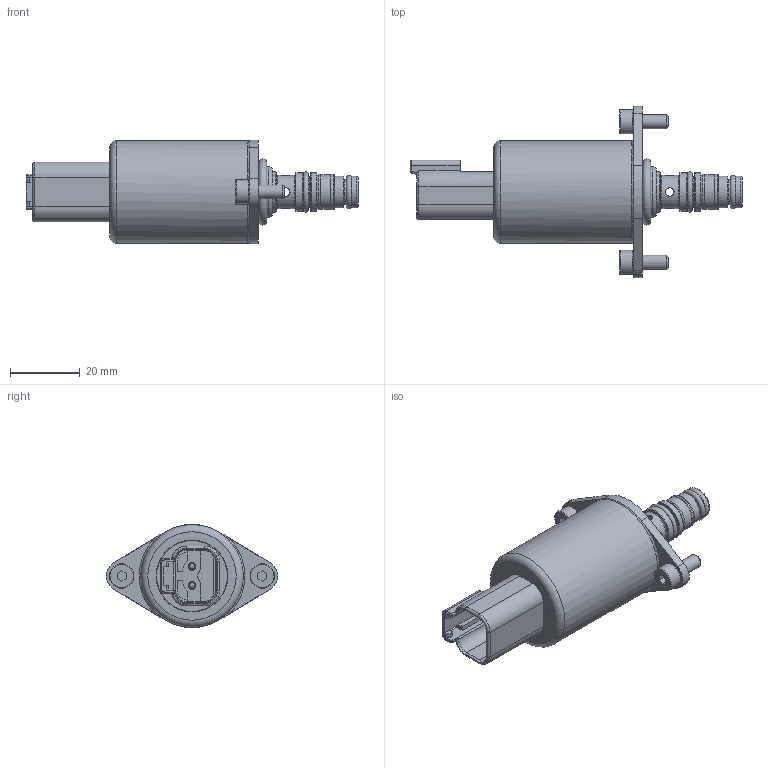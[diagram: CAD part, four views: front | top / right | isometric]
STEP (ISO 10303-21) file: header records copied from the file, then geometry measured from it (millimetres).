
FILE_DESCRIPTION(/* description */ ('Unknown'),/* implementation_level */ '2;1');
FILE_NAME(/* name */ '1441645_AP-1020-356BD-step',/* time_stamp */ '2021-03-11T16:00:03+01:00',/* author */ ('Unknown'),/* organization */ ('Unknown'),/* preprocessor_version */ 'ST-DEVELOPER v16.7',/* originating_system */ 'DEX',/* authorisation */ $);
FILE_SCHEMA (('AUTOMOTIVE_DESIGN {1 0 10303 214 3 1 1}'));
Length unit declared in the file: millimetre
Products named in the file (3): AP-1020-356BD; WX-2171-310; WU-1504-010
Assembly tree (3 placements, depth 2):
  AP-1020-356BD
    WX-2171-310
    WU-1504-010  x2
Bounding box: 95 x 49 x 29.51 mm (x, y, z)
Volume: 8901.8 mm3; surface area: 16268.1 mm2
Topology: 4 solids, 5 shells, 260 faces, 652 edges, 414 vertices
Faces by surface type: plane 103, cylinder 86, torus 47, cone 22, sphere 2
Full cylindrical faces by diameter (mm): 1.56 x2, 1.6 x2, 2.4 x8, 3.8 x1, 4 x2, 4.5 x2, 5.037 x1, 6.9 x1, 7 x2, 8 x1, 8.39 x1, 8.6 x1, 8.9 x1, 9 x2, 9.1 x3, 9.5 x1, 9.9 x1, 10.1 x2, 11.1 x2, 11.5 x1, 14.6 x2, 20.3 x1, 20.5 x1, 27.3 x1, 27.907 x1, 29.3 x1
Entity records: 8393 total; most frequent: CARTESIAN_POINT 2162, DIRECTION 1162, ORIENTED_EDGE 986, EDGE_CURVE 493, AXIS2_PLACEMENT_3D 471, EDGE_LOOP 374, FACE_BOUND 374, VERTEX_POINT 359
